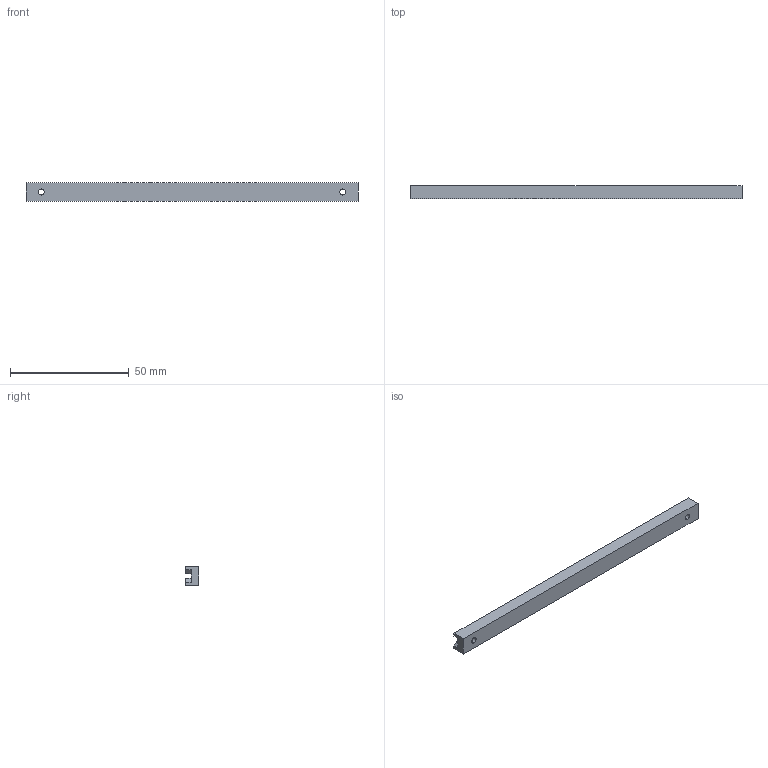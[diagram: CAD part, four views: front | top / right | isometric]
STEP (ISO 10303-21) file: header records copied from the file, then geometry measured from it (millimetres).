
FILE_DESCRIPTION (( 'STEP AP214' ), '1' );
FILE_NAME ('616-220-304.STEP', '2020-08-20T18:09:57', ( '' ), ( '' ), 'SwSTEP 2.0', 'SolidWorks 2020', '' );
FILE_SCHEMA (( 'AUTOMOTIVE_DESIGN' ));
Length unit declared in the file: inch
Products named in the file (1): 616-220-304
Bounding box: 139.7 x 5.66 x 7.92 mm (x, y, z)
Volume: 5418.1 mm3; surface area: 4562.3 mm2
Topology: 1 solids, 1 shells, 286 faces, 756 edges, 504 vertices
Faces by surface type: plane 184, bspline 94, cylinder 8
Entity records: 14456 total; most frequent: CARTESIAN_POINT 7929, ORIENTED_EDGE 1512, DIRECTION 978, EDGE_CURVE 756, LINE 544, VECTOR 544, VERTEX_POINT 504, EDGE_LOOP 322
